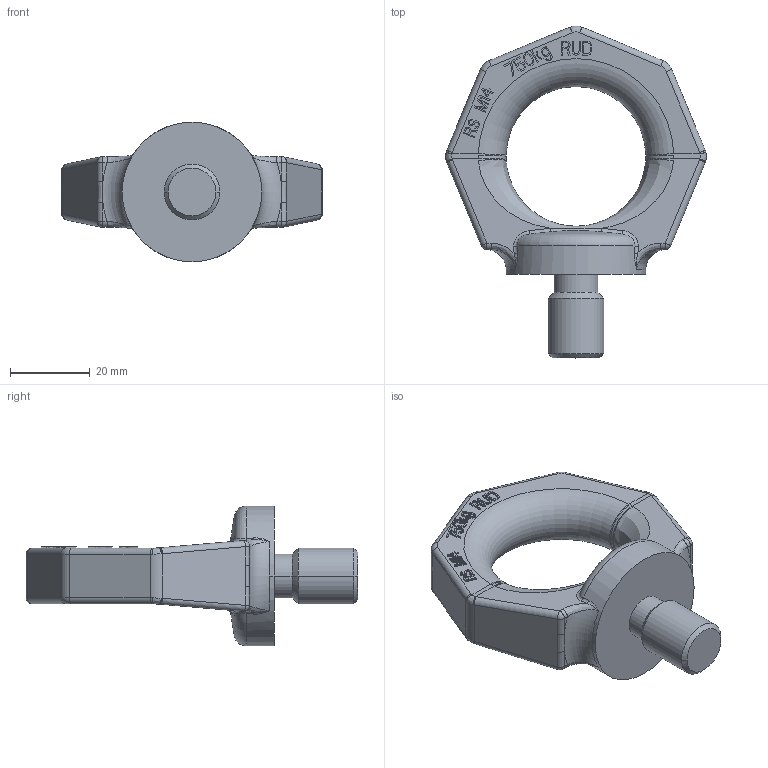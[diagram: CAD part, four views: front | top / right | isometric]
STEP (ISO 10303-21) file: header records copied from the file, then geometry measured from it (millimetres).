
FILE_DESCRIPTION((''),'2;1');
FILE_NAME('001-M31075-X02_ASM','2004-10-07T',('Leichs'),(''),'PRO/ENGINEER BY PARAMETRIC TECHNOLOGY CORPORATION, 2001400','PRO/ENGINEER BY PARAMETRIC TECHNOLOGY CORPORATION, 2001400','');
FILE_SCHEMA(('CONFIG_CONTROL_DESIGN'));
Length unit declared in the file: millimetre
Products named in the file (3): 001-M31075-X02; 001-M31075-Y02; 001-M31075-X02_ASM
Assembly tree (2 placements, depth 2):
  001-M31075-X02_ASM
    001-M31075-X02
    001-M31075-Y02
Bounding box: 65.36 x 83.17 x 35 mm (x, y, z)
Volume: 36877.1 mm3; surface area: 10251.8 mm2
Topology: 2 solids, 2 shells, 503 faces, 1360 edges, 877 vertices
Faces by surface type: plane 394, bspline 46, cylinder 38, torus 15, cone 6, sphere 4
Entity records: 17998 total; most frequent: CARTESIAN_POINT 5576, ORIENTED_EDGE 2720, DIRECTION 2299, EDGE_CURVE 1360, VECTOR 1139, LINE 1139, VERTEX_POINT 877, AXIS2_PLACEMENT_3D 580
